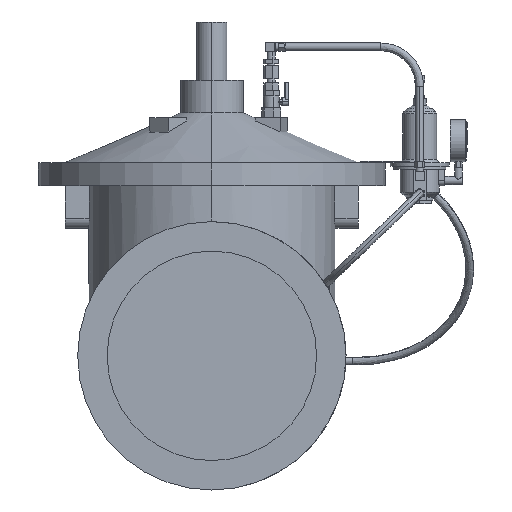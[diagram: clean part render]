
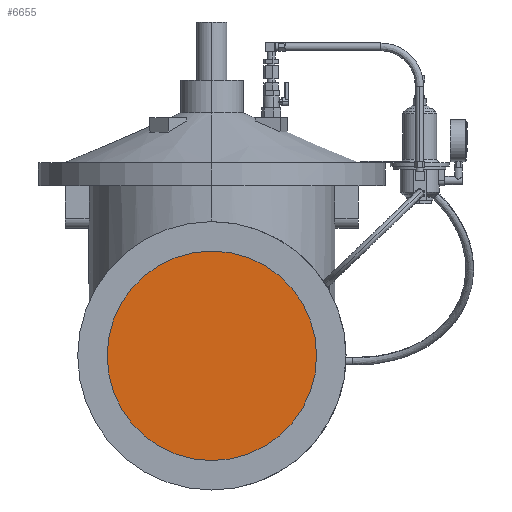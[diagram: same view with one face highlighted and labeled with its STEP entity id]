
A CAD part, left-side view. The second image highlights one B-rep face of the part: STEP entity #6655.
In plain terms, the highlighted planar face has unit normal (-1, 0, 0).
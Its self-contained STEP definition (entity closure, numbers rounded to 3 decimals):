
#3085=EDGE_CURVE('',#7703,#5521,#8686,.T.);
#5521=VERTEX_POINT('',#11381);
#6265=EDGE_CURVE('',#5521,#7703,#12220,.T.);
#6655=ADVANCED_FACE('',(#12648),#12649,.T.);
#7703=VERTEX_POINT('',#13832);
#8686=CIRCLE('',#15014,160.0);
#11381=CARTESIAN_POINT('',(-365.0,0.,160.0));
#12220=CIRCLE('',#23821,160.0);
#12648=FACE_OUTER_BOUND('',#24701,.T.);
#12649=PLANE('',#24702);
#13832=CARTESIAN_POINT('',(-365.0,0.0,-160.0));
#15014=AXIS2_PLACEMENT_3D('',#28998,#28999,#29000);
#23821=AXIS2_PLACEMENT_3D('',#32969,#32970,#32971);
#24701=EDGE_LOOP('',(#33430,#33431));
#24702=AXIS2_PLACEMENT_3D('',#33432,#33433,#33434);
#28998=CARTESIAN_POINT('',(-365.0,0.0,0.0));
#28999=DIRECTION('',(-1.0,0.0,0.0));
#29000=DIRECTION('',(0.0,0.0,-1.0));
#32969=CARTESIAN_POINT('',(-365.0,0.0,0.0));
#32970=DIRECTION('',(-1.0,0.0,0.0));
#32971=DIRECTION('',(0.0,0.0,-1.0));
#33430=ORIENTED_EDGE('',*,*,#3085,.T.);
#33431=ORIENTED_EDGE('',*,*,#6265,.T.);
#33432=CARTESIAN_POINT('',(-365.0,0.0,0.0));
#33433=DIRECTION('',(-1.0,0.0,0.0));
#33434=DIRECTION('',(0.0,0.0,1.0));
